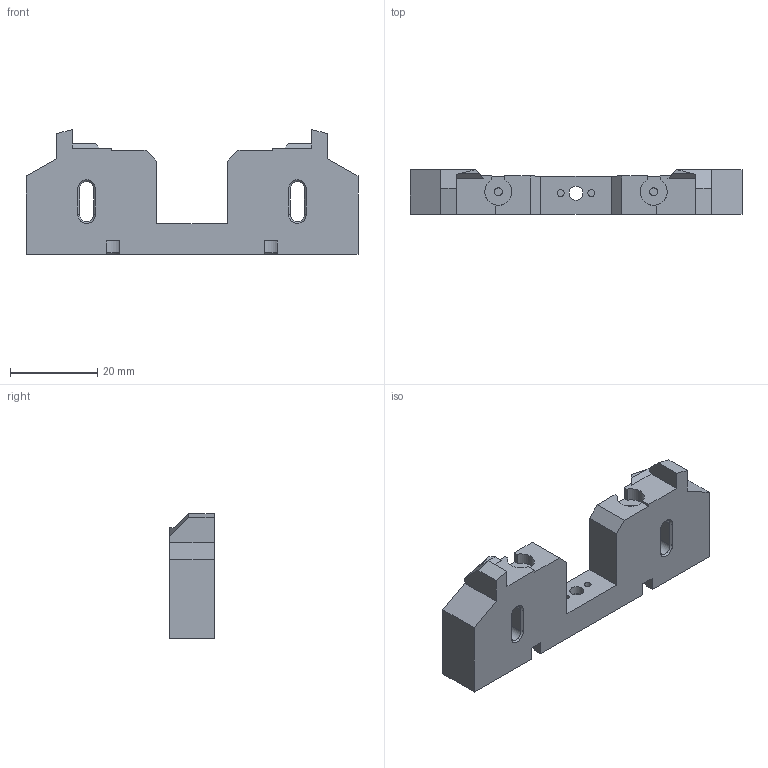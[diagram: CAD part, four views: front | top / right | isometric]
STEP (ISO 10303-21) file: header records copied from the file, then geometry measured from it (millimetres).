
FILE_DESCRIPTION(/* description */ ('','CAx-IF Rec.Pracs.---Representation and Presentation of Product Manufacturing Information (PMI)---4.0---2014-10-13'),/* implementation_level */ '2;1');
FILE_NAME(/* name */ 'DSD_Modular_Dock_Back_XOL_Feetmags.step',/* time_stamp */ '2025-02-13T23:25:47+01:00',/* author */ (''),/* organization */ (''),/* preprocessor_version */ 'ST-DEVELOPER v20',/* originating_system */ 'Autodesk Translation Framework v13.20.0.188',/* authorisation */ '');
FILE_SCHEMA (('AP242_MANAGED_MODEL_BASED_3D_ENGINEERING_MIM_LF { 1 0 10303 442 1 1 4 }'));
Length unit declared in the file: millimetre
Products named in the file (1): DSD_Modular_Dock_Back_XOL_Feetmags
Bounding box: 76 x 10.2 x 28.61 mm (x, y, z)
Volume: 12886.6 mm3; surface area: 5994.5 mm2
Topology: 1 solids, 1 shells, 112 faces, 296 edges, 191 vertices
Faces by surface type: plane 75, cylinder 22, bspline 8, cone 7
Full cylindrical faces by diameter (mm): 1.6 x2, 1.8 x2, 3.2 x1, 4.7 x1
Entity records: 3814 total; most frequent: CARTESIAN_POINT 1091, ORIENTED_EDGE 592, DIRECTION 510, EDGE_CURVE 296, VERTEX_POINT 191, LINE 178, VECTOR 178, AXIS2_PLACEMENT_3D 166
